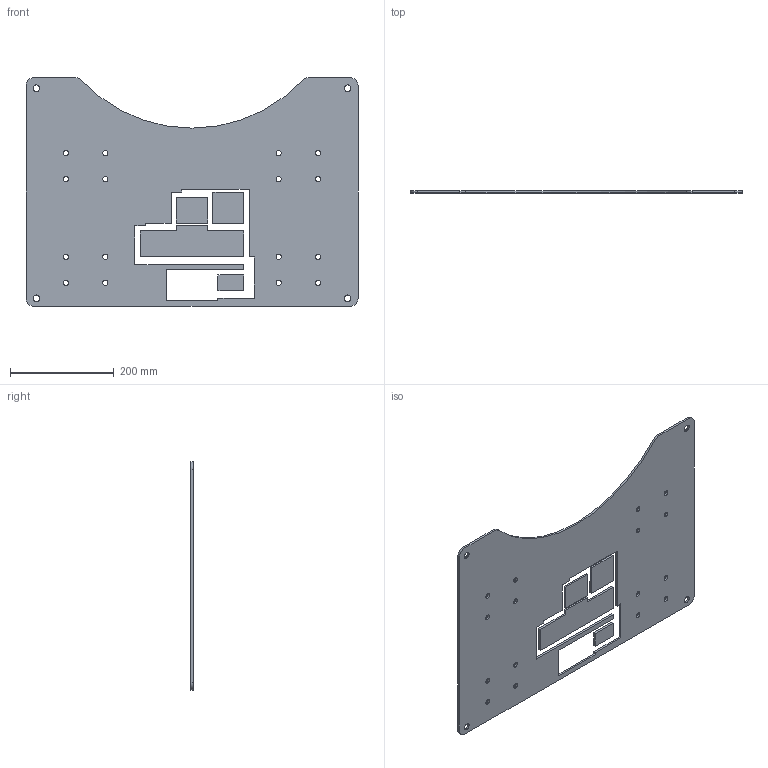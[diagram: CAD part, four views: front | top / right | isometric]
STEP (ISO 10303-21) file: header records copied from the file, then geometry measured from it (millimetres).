
FILE_DESCRIPTION(/* description */ (''),/* implementation_level */ '2;1');
FILE_NAME(/* name */ 'Support_2.step',/* time_stamp */ '2021-06-13T12:35:39+02:00',/* author */ (''),/* organization */ (''),/* preprocessor_version */ 'ST-DEVELOPER v18.1',/* originating_system */ 'Autodesk Translation Framework v10.9.0.1377',/* authorisation */ '');
FILE_SCHEMA (('AUTOMOTIVE_DESIGN { 1 0 10303 214 3 1 1 }'));
Length unit declared in the file: millimetre
Products named in the file (1): Support_2_grand
Bounding box: 640 x 4 x 440 mm (x, y, z)
Volume: 927047.6 mm3; surface area: 484261.9 mm2
Topology: 5 solids, 5 shells, 82 faces, 216 edges, 144 vertices
Faces by surface type: plane 55, cylinder 27
Full cylindrical faces by diameter (mm): 10 x16, 13 x4
Entity records: 2654 total; most frequent: CARTESIAN_POINT 443, DIRECTION 436, ORIENTED_EDGE 432, EDGE_CURVE 216, LINE 162, VECTOR 162, VERTEX_POINT 144, AXIS2_PLACEMENT_3D 137
